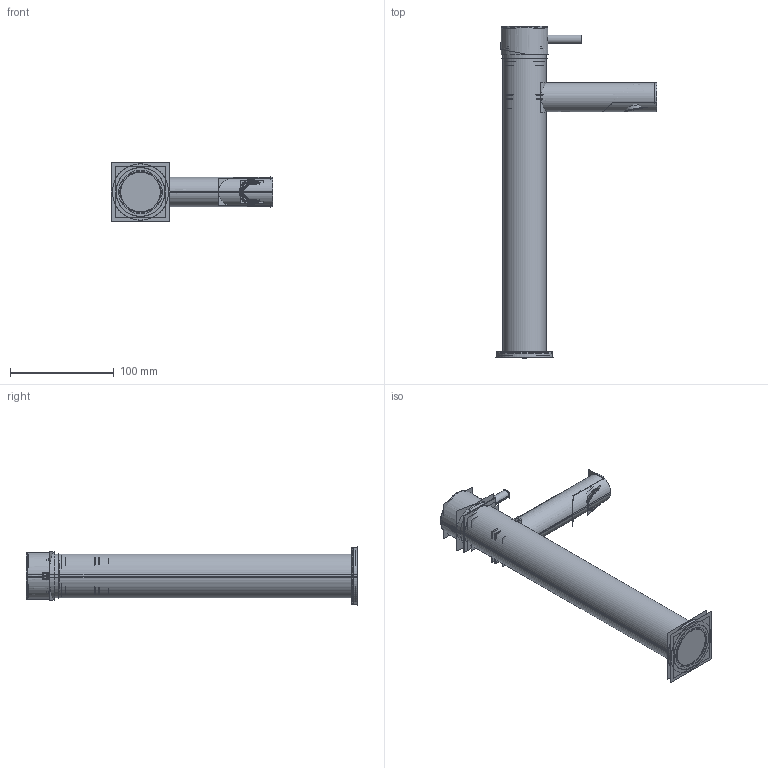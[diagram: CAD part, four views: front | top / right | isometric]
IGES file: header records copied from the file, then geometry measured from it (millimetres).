
Start section:  PTC IGES file: kl112dnc_asm.igs
Global section: file name: kl112dnc_asm.igs; native system: Pro/ENGINEER by Parametric Technology Corporation; preprocessor: 2009360; author: user33; organization: Unknown; date: 20191213.160909; units: millimetre
Bounding box: 155.32 x 319.28 x 56.28 mm (x, y, z)
Volume: 131970.9 mm3; surface area: 586889 mm2
Topology: 12 solids, 23 shells, 1096 faces, 5622 edges, 7172 vertices
Faces by surface type: revolution 678, bspline 418
